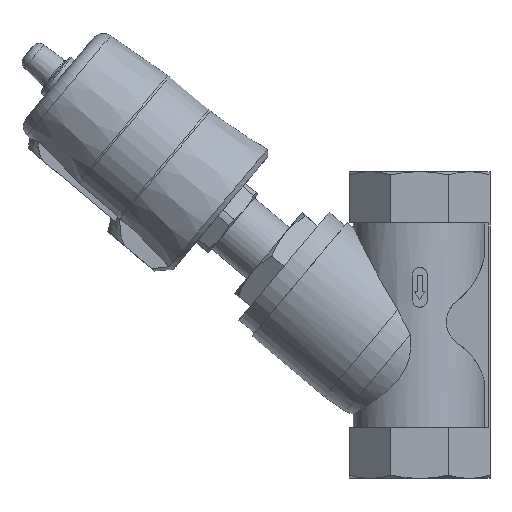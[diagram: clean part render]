
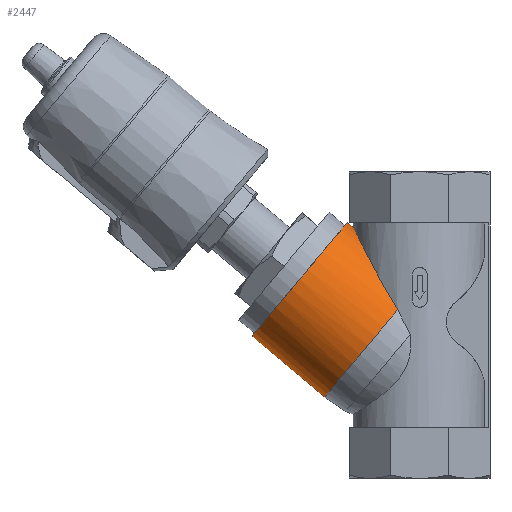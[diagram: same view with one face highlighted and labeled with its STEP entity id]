
A CAD part, left-side view. The second image highlights one B-rep face of the part: STEP entity #2447.
In plain terms, the highlighted cylindrical face has radius 29 mm (diameter 58 mm), a full revolution.
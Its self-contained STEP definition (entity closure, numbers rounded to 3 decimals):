
#458=B_SPLINE_CURVE_WITH_KNOTS('',3,(#3692,#3693,#3694,#3695,#3696,#3697,
#3698,#3699,#3700,#3701,#3702,#3703,#3704,#3705,#3706,#3707,#3708,#3709,
#3710,#3711),.UNSPECIFIED.,.F.,.F.,(4,1,1,1,1,1,1,1,1,1,1,1,1,1,1,1,1,4),
(0.,0.012,0.017,0.023,0.029,
0.035,0.041,0.044,0.046,
0.052,0.055,0.058,0.061,
0.064,0.07,0.075,0.081,
0.093),.UNSPECIFIED.);
#898=ORIENTED_EDGE('',*,*,#1450,.F.);
#899=ORIENTED_EDGE('',*,*,#1289,.T.);
#900=ORIENTED_EDGE('',*,*,#1451,.T.);
#1289=EDGE_CURVE('',#1639,#1638,#458,.T.);
#1450=EDGE_CURVE('',#1639,#1638,#1914,.T.);
#1451=EDGE_CURVE('',#1750,#1750,#1915,.T.);
#1638=VERTEX_POINT('',#3691);
#1639=VERTEX_POINT('',#3712);
#1750=VERTEX_POINT('',#4282);
#1914=CIRCLE('',#2698,29.);
#1915=CIRCLE('',#2700,29.);
#2046=EDGE_LOOP('',(#898,#899));
#2047=EDGE_LOOP('',(#900));
#2244=FACE_BOUND('',#2046,.T.);
#2245=FACE_BOUND('',#2047,.T.);
#2353=CYLINDRICAL_SURFACE('',#2699,29.);
#2447=ADVANCED_FACE('',(#2244,#2245),#2353,.T.);
#2698=AXIS2_PLACEMENT_3D('',#4279,#3187,#3188);
#2699=AXIS2_PLACEMENT_3D('',#4280,#3189,#3190);
#2700=AXIS2_PLACEMENT_3D('',#4281,#3191,#3192);
#3187=DIRECTION('',(0.643,-0.766,0.));
#3188=DIRECTION('',(0.766,0.643,0.));
#3189=DIRECTION('',(0.643,-0.766,0.));
#3190=DIRECTION('',(0.766,0.643,0.));
#3191=DIRECTION('',(0.643,-0.766,0.));
#3192=DIRECTION('',(0.766,0.643,0.));
#3691=CARTESIAN_POINT('',(-65.945,8.632,24.525));
#3692=CARTESIAN_POINT('',(-65.945,8.632,-24.525));
#3693=CARTESIAN_POINT('',(-69.194,10.704,-23.796));
#3694=CARTESIAN_POINT('',(-74.104,13.515,-22.388));
#3695=CARTESIAN_POINT('',(-80.518,16.98,-19.782));
#3696=CARTESIAN_POINT('',(-85.216,19.441,-17.388));
#3697=CARTESIAN_POINT('',(-89.774,21.78,-14.383));
#3698=CARTESIAN_POINT('',(-93.857,23.844,-10.696));
#3699=CARTESIAN_POINT('',(-96.62,25.226,-6.743));
#3700=CARTESIAN_POINT('',(-97.922,25.875,-3.05));
#3701=CARTESIAN_POINT('',(-98.414,26.119,0.913));
#3702=CARTESIAN_POINT('',(-97.495,25.663,4.821));
#3703=CARTESIAN_POINT('',(-95.599,24.716,8.197));
#3704=CARTESIAN_POINT('',(-93.888,23.857,10.422));
#3705=CARTESIAN_POINT('',(-91.925,22.868,12.434));
#3706=CARTESIAN_POINT('',(-89.134,21.452,14.797));
#3707=CARTESIAN_POINT('',(-85.39,19.532,17.288));
#3708=CARTESIAN_POINT('',(-80.614,17.032,19.742));
#3709=CARTESIAN_POINT('',(-74.146,13.539,22.376));
#3710=CARTESIAN_POINT('',(-69.205,10.711,23.793));
#3711=CARTESIAN_POINT('',(-65.945,8.632,24.525));
#3712=CARTESIAN_POINT('',(-65.945,8.632,-24.525));
#4279=CARTESIAN_POINT('',(-54.09,18.58,0.));
#4280=CARTESIAN_POINT('',(-41.877,4.025,0.));
#4281=CARTESIAN_POINT('',(-77.873,46.923,0.));
#4282=CARTESIAN_POINT('',(-55.658,65.564,0.));
